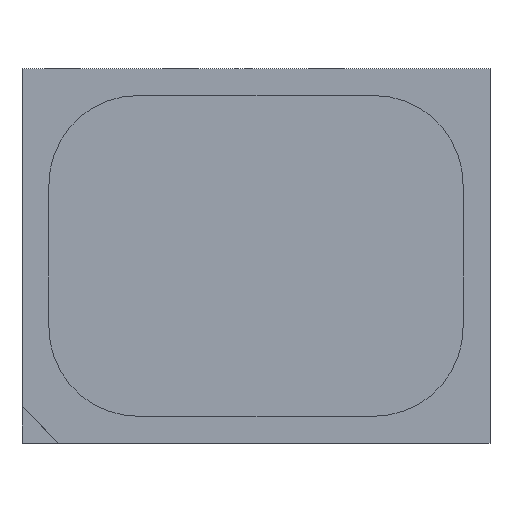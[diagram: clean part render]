
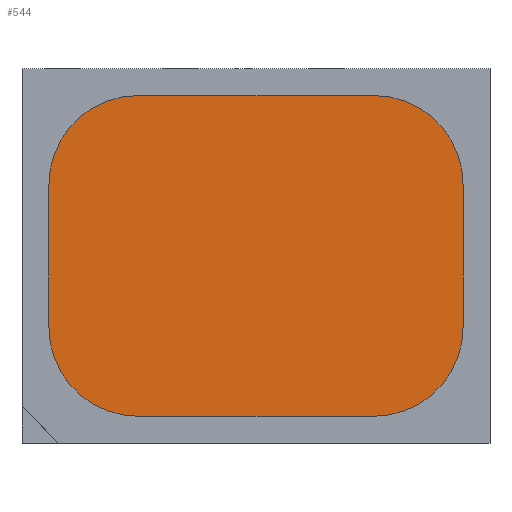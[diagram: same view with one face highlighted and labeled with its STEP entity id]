
A CAD part, top view. The second image highlights one B-rep face of the part: STEP entity #544.
In plain terms, the highlighted planar face has unit normal (0, 0, 1).
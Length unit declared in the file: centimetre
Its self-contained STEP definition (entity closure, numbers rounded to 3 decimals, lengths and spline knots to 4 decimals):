
#36=CIRCLE('',#574,0.038);
#37=CIRCLE('',#575,0.038);
#38=CIRCLE('',#576,0.038);
#39=CIRCLE('',#577,0.038);
#50=FACE_OUTER_BOUND('',#69,.T.);
#69=EDGE_LOOP('',(#403,#404,#405,#406,#407,#408,#409,#410));
#129=LINE('',#822,#191);
#130=LINE('',#826,#192);
#131=LINE('',#830,#193);
#132=LINE('',#834,#194);
#191=VECTOR('',#666,100.);
#192=VECTOR('',#669,100.);
#193=VECTOR('',#672,100.);
#194=VECTOR('',#675,100.);
#261=VERTEX_POINT('',#820);
#262=VERTEX_POINT('',#821);
#263=VERTEX_POINT('',#823);
#264=VERTEX_POINT('',#825);
#265=VERTEX_POINT('',#827);
#266=VERTEX_POINT('',#829);
#267=VERTEX_POINT('',#831);
#268=VERTEX_POINT('',#833);
#329=EDGE_CURVE('',#261,#262,#129,.T.);
#330=EDGE_CURVE('',#262,#263,#36,.T.);
#331=EDGE_CURVE('',#263,#264,#130,.T.);
#332=EDGE_CURVE('',#264,#265,#37,.T.);
#333=EDGE_CURVE('',#265,#266,#131,.T.);
#334=EDGE_CURVE('',#266,#267,#38,.T.);
#335=EDGE_CURVE('',#267,#268,#132,.T.);
#336=EDGE_CURVE('',#268,#261,#39,.T.);
#403=ORIENTED_EDGE('',*,*,#329,.T.);
#404=ORIENTED_EDGE('',*,*,#330,.T.);
#405=ORIENTED_EDGE('',*,*,#331,.T.);
#406=ORIENTED_EDGE('',*,*,#332,.T.);
#407=ORIENTED_EDGE('',*,*,#333,.T.);
#408=ORIENTED_EDGE('',*,*,#334,.T.);
#409=ORIENTED_EDGE('',*,*,#335,.T.);
#410=ORIENTED_EDGE('',*,*,#336,.T.);
#513=PLANE('',#573);
#544=ADVANCED_FACE('',(#50),#513,.T.);
#573=AXIS2_PLACEMENT_3D('',#819,#664,#665);
#574=AXIS2_PLACEMENT_3D('',#824,#667,#668);
#575=AXIS2_PLACEMENT_3D('',#828,#670,#671);
#576=AXIS2_PLACEMENT_3D('',#832,#673,#674);
#577=AXIS2_PLACEMENT_3D('',#835,#676,#677);
#664=DIRECTION('center_axis',(0.,0.,1.));
#665=DIRECTION('ref_axis',(1.,0.,0.));
#666=DIRECTION('',(0.,-1.,0.));
#667=DIRECTION('center_axis',(0.,0.,1.));
#668=DIRECTION('ref_axis',(1.,0.,0.));
#669=DIRECTION('',(1.,0.,0.));
#670=DIRECTION('center_axis',(0.,0.,1.));
#671=DIRECTION('ref_axis',(1.,0.,0.));
#672=DIRECTION('',(0.,1.,0.));
#673=DIRECTION('center_axis',(0.,0.,1.));
#674=DIRECTION('ref_axis',(1.,0.,0.));
#675=DIRECTION('',(-1.,0.,0.));
#676=DIRECTION('center_axis',(0.,0.,1.));
#677=DIRECTION('ref_axis',(1.,0.,0.));
#819=CARTESIAN_POINT('Origin',(-152.5925,-238.9137,0.0551));
#820=CARTESIAN_POINT('',(-0.0886,0.0304,0.0551));
#821=CARTESIAN_POINT('',(-0.0886,-0.0306,0.0551));
#822=CARTESIAN_POINT('',(-0.0886,0.0304,0.0551));
#823=CARTESIAN_POINT('',(-0.0506,-0.0686,0.0551));
#824=CARTESIAN_POINT('Origin',(-0.0506,-0.0306,
0.0551));
#825=CARTESIAN_POINT('',(0.0504,-0.0686,0.0551));
#826=CARTESIAN_POINT('',(-0.0506,-0.0686,0.0551));
#827=CARTESIAN_POINT('',(0.0884,-0.0306,0.0551));
#828=CARTESIAN_POINT('Origin',(0.0504,-0.0306,0.0551));
#829=CARTESIAN_POINT('',(0.0884,0.0304,0.0551));
#830=CARTESIAN_POINT('',(0.0884,0.0304,0.0551));
#831=CARTESIAN_POINT('',(0.0504,0.0684,0.0551));
#832=CARTESIAN_POINT('Origin',(0.0504,0.0304,0.0551));
#833=CARTESIAN_POINT('',(-0.0506,0.0684,0.0551));
#834=CARTESIAN_POINT('',(-0.0506,0.0684,0.0551));
#835=CARTESIAN_POINT('Origin',(-0.0506,0.0304,0.0551));
